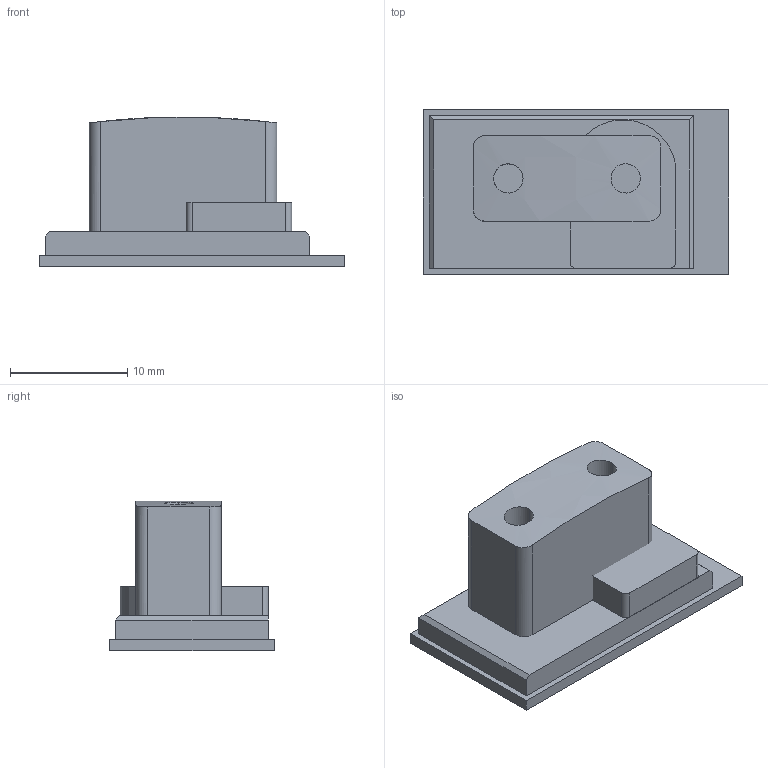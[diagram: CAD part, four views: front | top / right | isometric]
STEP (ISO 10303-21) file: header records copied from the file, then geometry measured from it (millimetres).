
FILE_DESCRIPTION((''),'2;1');
FILE_NAME('PRT0002','2023-05-15T21:25:22',('Mohammad Sabouri'),(''),'CREO PARAMETRIC BY PTC INC, 2022414','CREO PARAMETRIC BY PTC INC, 2022414','');
FILE_SCHEMA(('CONFIG_CONTROL_DESIGN'));
Length unit declared in the file: millimetre
Products named in the file (1): PRT0002
Bounding box: 26 x 14 x 12.78 mm (x, y, z)
Volume: 2226.2 mm3; surface area: 2621.3 mm2
Topology: 4 solids, 4 shells, 37 faces, 85 edges, 56 vertices
Faces by surface type: plane 25, cylinder 11, extrusion 1
Entity records: 1147 total; most frequent: CARTESIAN_POINT 268, ORIENTED_EDGE 170, DIRECTION 162, EDGE_CURVE 85, VECTOR 62, LINE 61, VERTEX_POINT 56, AXIS2_PLACEMENT_3D 50
